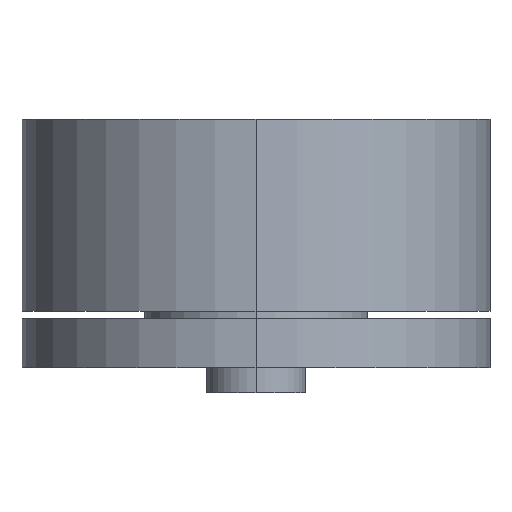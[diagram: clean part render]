
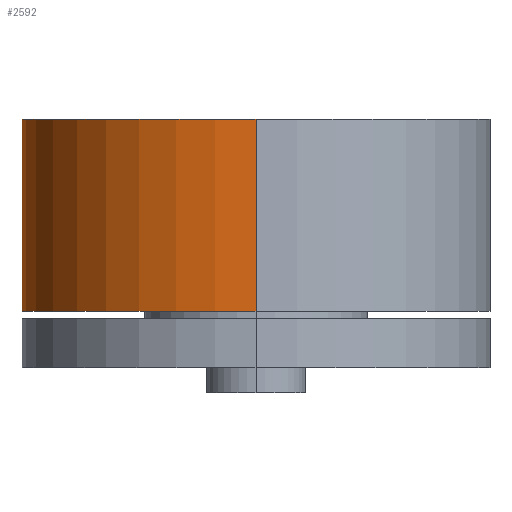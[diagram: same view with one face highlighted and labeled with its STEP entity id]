
A CAD part, front view. The second image highlights one B-rep face of the part: STEP entity #2592.
In plain terms, the highlighted cylindrical face has radius 9.5 mm (diameter 19 mm), a partial arc.
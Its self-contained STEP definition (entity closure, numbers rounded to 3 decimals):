
#2592=ADVANCED_FACE('',(#4583),#4584,.T.);
#2616=VERTEX_POINT('',#4623);
#2618=VERTEX_POINT('',#4625);
#2620=EDGE_CURVE('',#2616,#2618,#4627,.T.);
#2622=VERTEX_POINT('',#4629);
#2624=EDGE_CURVE('',#2616,#2622,#4631,.T.);
#2626=VERTEX_POINT('',#4633);
#2628=EDGE_CURVE('',#2626,#2622,#4635,.T.);
#2630=EDGE_CURVE('',#2626,#2618,#4637,.T.);
#4583=FACE_OUTER_BOUND('',#7257,.T.);
#4584=CYLINDRICAL_SURFACE('',#7258,9.5);
#4623=CARTESIAN_POINT('',(9.5,20.8,11.11));
#4625=CARTESIAN_POINT('',(9.5,20.8,3.31));
#4627=LINE('',#7302,#7303);
#4629=CARTESIAN_POINT('',(9.5,39.8,11.11));
#4631=CIRCLE('',#7308,9.5);
#4633=CARTESIAN_POINT('',(9.5,39.8,3.31));
#4635=LINE('',#7313,#7314);
#4637=CIRCLE('',#7317,9.5);
#7257=EDGE_LOOP('',(#9529,#9530,#9531,#9532));
#7258=AXIS2_PLACEMENT_3D('',#9533,#9534,#9535);
#7302=CARTESIAN_POINT('',(9.5,20.8,11.11));
#7303=VECTOR('',#9624,1.0);
#7308=AXIS2_PLACEMENT_3D('',#9625,#9626,#9627);
#7313=CARTESIAN_POINT('',(9.5,39.8,11.11));
#7314=VECTOR('',#9628,1.0);
#7317=AXIS2_PLACEMENT_3D('',#9629,#9630,#9631);
#9529=ORIENTED_EDGE('',*,*,#2620,.F.);
#9530=ORIENTED_EDGE('',*,*,#2624,.T.);
#9531=ORIENTED_EDGE('',*,*,#2628,.F.);
#9532=ORIENTED_EDGE('',*,*,#2630,.T.);
#9533=CARTESIAN_POINT('',(9.5,30.3,11.11));
#9534=DIRECTION('',(-0.0,0.0,-1.0));
#9535=DIRECTION('',(0.,-1.0,0.0));
#9624=DIRECTION('',(0.0,0.0,-1.0));
#9625=CARTESIAN_POINT('',(9.5,30.3,11.11));
#9626=DIRECTION('',(-0.0,0.0,-1.0));
#9627=DIRECTION('',(0.,-1.0,0.0));
#9628=DIRECTION('',(0.0,-0.0,1.0));
#9629=CARTESIAN_POINT('',(9.5,30.3,3.31));
#9630=DIRECTION('',(0.0,0.0,1.0));
#9631=DIRECTION('',(0.,1.0,0.0));
